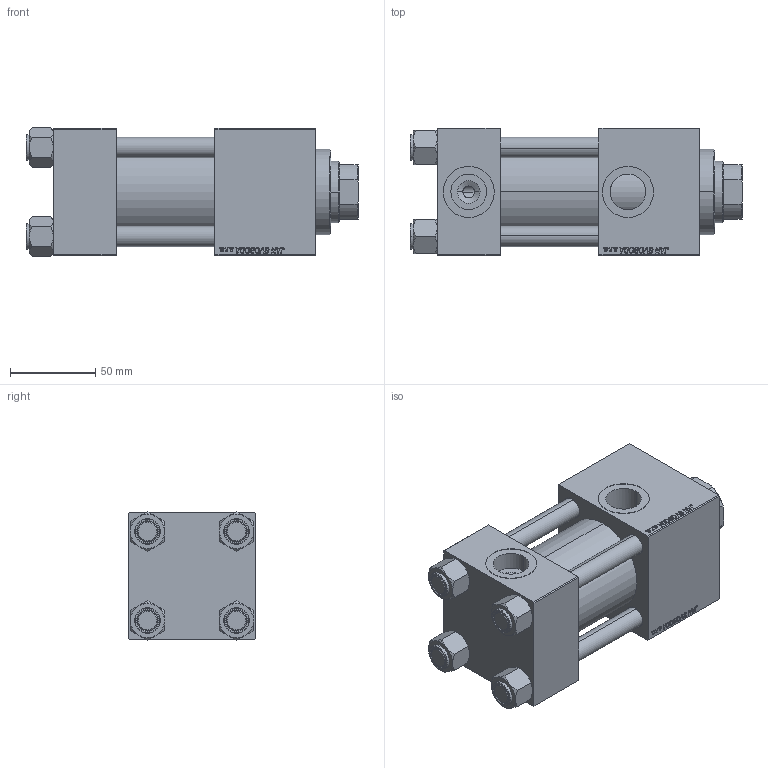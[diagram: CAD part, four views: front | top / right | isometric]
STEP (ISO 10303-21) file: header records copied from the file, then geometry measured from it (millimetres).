
FILE_DESCRIPTION (( 'STEP AP203' ), '1' );
FILE_NAME ('a0fc.STEP', '2023-08-26T16:16:25', ( '' ), ( '' ), 'SwSTEP 2.0', 'SolidWorks 2019', '' );
FILE_SCHEMA (( 'CONFIG_CONTROL_DESIGN' ));
Length unit declared in the file: millimetre
Products named in the file (6): V215CR_C_Body 091cd3c733a41239c1e0c6a2f7e83f5d; a0fc; V215_VC_A 091cd3c733a41239c1e0c6a2f7e83f5d; V215CR_VCP_C 091cd3c733a41239c1e0c6a2f7e83f5d; NUT_M5_C 091cd3c733a41239c1e0c6a2f7e83f5d; V215CR_C_TYCINKA 091cd3c733a41239c1e0c6a2f7e83f5d
Assembly tree (11 placements, depth 2):
  a0fc
    V215CR_C_Body 091cd3c733a41239c1e0c6a2f7e83f5d
    V215CR_VCP_C 091cd3c733a41239c1e0c6a2f7e83f5d
    NUT_M5_C 091cd3c733a41239c1e0c6a2f7e83f5d  x4
    V215CR_C_TYCINKA 091cd3c733a41239c1e0c6a2f7e83f5d  x4
    V215_VC_A 091cd3c733a41239c1e0c6a2f7e83f5d
Bounding box: 195 x 75 x 75.54 mm (x, y, z)
Volume: 686044.1 mm3; surface area: 155489.8 mm2
Topology: 11 solids, 11 shells, 1148 faces, 2874 edges, 1865 vertices
Faces by surface type: plane 526, bspline 392, cone 136, cylinder 86, torus 8
Entity records: 50214 total; most frequent: CARTESIAN_POINT 27116, ORIENTED_EDGE 5240, DIRECTION 3300, EDGE_CURVE 2620, VERTEX_POINT 1721, VECTOR 1590, LINE 1590, EDGE_LOOP 1157
